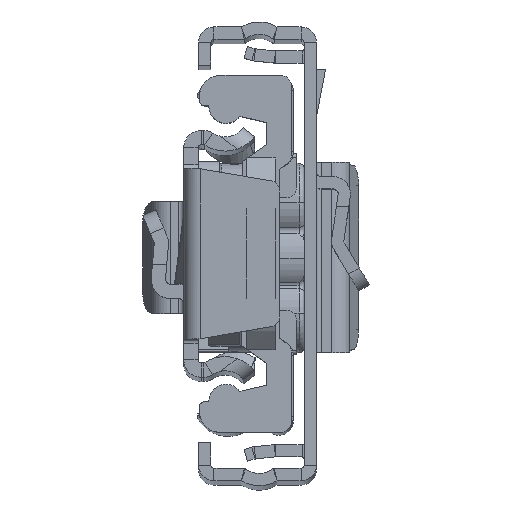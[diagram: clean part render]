
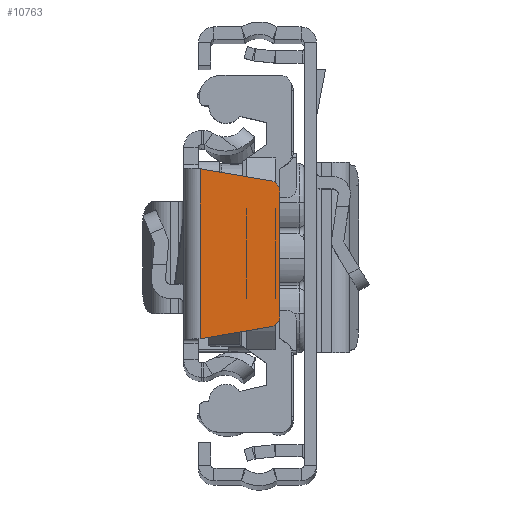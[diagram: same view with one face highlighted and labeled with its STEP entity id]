
A CAD part, top view. The second image highlights one B-rep face of the part: STEP entity #10763.
In plain terms, the highlighted planar face has unit normal (0, 0, 1).
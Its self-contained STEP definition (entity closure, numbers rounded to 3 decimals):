
#129 = CARTESIAN_POINT ( 'NONE',  ( 8.4, -6.156, 0. ) ) ;
#255 = EDGE_CURVE ( 'NONE', #12026, #2795, #1507, .T. ) ;
#759 = CARTESIAN_POINT ( 'NONE',  ( 8.4, 6.156, 0. ) ) ;
#1507 = LINE ( 'NONE', #13004, #9000 ) ;
#1522 = CARTESIAN_POINT ( 'NONE',  ( 9.4, 6.156, 0. ) ) ;
#1606 = LINE ( 'NONE', #8214, #9847 ) ;
#1714 = DIRECTION ( 'NONE',  ( -0.986, 0.168, 0. ) ) ;
#2795 = VERTEX_POINT ( 'NONE', #7321 ) ;
#2864 = DIRECTION ( 'NONE',  ( 0., 0., -1. ) ) ;
#3215 = CARTESIAN_POINT ( 'NONE',  ( 8.568, -7.142, 0. ) ) ;
#3815 = DIRECTION ( 'NONE',  ( 0.986, 0.168, 0. ) ) ;
#3978 = VECTOR ( 'NONE', #7485, 1000. ) ;
#4512 = CARTESIAN_POINT ( 'NONE',  ( 9.4, -6.156, 0. ) ) ;
#4619 = ORIENTED_EDGE ( 'NONE', *, *, #5377, .T. ) ;
#5377 = EDGE_CURVE ( 'NONE', #10845, #12026, #1606, .T. ) ;
#7231 = EDGE_LOOP ( 'NONE', ( #15494, #13620, #13171, #15192, #16286, #4619 ) ) ;
#7321 = CARTESIAN_POINT ( 'NONE',  ( 1.6, -8.333, 0. ) ) ;
#7485 = DIRECTION ( 'NONE',  ( 0., 1., 0. ) ) ;
#7768 = CIRCLE ( 'NONE', #19917, 1. ) ;
#8096 = CIRCLE ( 'NONE', #13998, 1. ) ;
#8135 = DIRECTION ( 'NONE',  ( 0., 0., 1. ) ) ;
#8214 = CARTESIAN_POINT ( 'NONE',  ( 1.5, 8.35, 0. ) ) ;
#9000 = VECTOR ( 'NONE', #18079, 1000. ) ;
#9089 = VERTEX_POINT ( 'NONE', #18087 ) ;
#9847 = VECTOR ( 'NONE', #1714, 1000. ) ;
#10763 = ADVANCED_FACE ( 'NONE', ( #15591 ), #12122, .F. ) ;
#10845 = VERTEX_POINT ( 'NONE', #17206 ) ;
#11274 = DIRECTION ( 'NONE',  ( 1., 0., 0. ) ) ;
#11543 = VERTEX_POINT ( 'NONE', #1522 ) ;
#12026 = VERTEX_POINT ( 'NONE', #18432 ) ;
#12122 = PLANE ( 'NONE',  #15414 ) ;
#13004 = CARTESIAN_POINT ( 'NONE',  ( 1.6, -8.333, 0. ) ) ;
#13171 = ORIENTED_EDGE ( 'NONE', *, *, #13951, .T. ) ;
#13224 = EDGE_CURVE ( 'NONE', #2795, #9089, #17184, .T. ) ;
#13412 = DIRECTION ( 'NONE',  ( 1., 0., 0. ) ) ;
#13620 = ORIENTED_EDGE ( 'NONE', *, *, #13224, .T. ) ;
#13951 = EDGE_CURVE ( 'NONE', #9089, #18934, #8096, .T. ) ;
#13998 = AXIS2_PLACEMENT_3D ( 'NONE', #129, #8135, #19966 ) ;
#14323 = EDGE_CURVE ( 'NONE', #11543, #10845, #7768, .T. ) ;
#14877 = EDGE_CURVE ( 'NONE', #18934, #11543, #18738, .T. ) ;
#15192 = ORIENTED_EDGE ( 'NONE', *, *, #14877, .T. ) ;
#15414 = AXIS2_PLACEMENT_3D ( 'NONE', #759, #2864, #13412 ) ;
#15494 = ORIENTED_EDGE ( 'NONE', *, *, #255, .T. ) ;
#15591 = FACE_OUTER_BOUND ( 'NONE', #7231, .T. ) ;
#16286 = ORIENTED_EDGE ( 'NONE', *, *, #14323, .T. ) ;
#17184 = LINE ( 'NONE', #3215, #18403 ) ;
#17206 = CARTESIAN_POINT ( 'NONE',  ( 8.568, 7.142, 0. ) ) ;
#17463 = CARTESIAN_POINT ( 'NONE',  ( 9.4, 6.156, 0. ) ) ;
#17773 = DIRECTION ( 'NONE',  ( 0., 0., 1. ) ) ;
#18079 = DIRECTION ( 'NONE',  ( 0., -1., 0. ) ) ;
#18087 = CARTESIAN_POINT ( 'NONE',  ( 8.568, -7.142, 0. ) ) ;
#18403 = VECTOR ( 'NONE', #3815, 1000. ) ;
#18432 = CARTESIAN_POINT ( 'NONE',  ( 1.6, 8.333, 0. ) ) ;
#18738 = LINE ( 'NONE', #17463, #3978 ) ;
#18934 = VERTEX_POINT ( 'NONE', #4512 ) ;
#19516 = CARTESIAN_POINT ( 'NONE',  ( 8.4, 6.156, 0. ) ) ;
#19917 = AXIS2_PLACEMENT_3D ( 'NONE', #19516, #17773, #11274 ) ;
#19966 = DIRECTION ( 'NONE',  ( 1., 0., 0. ) ) ;
